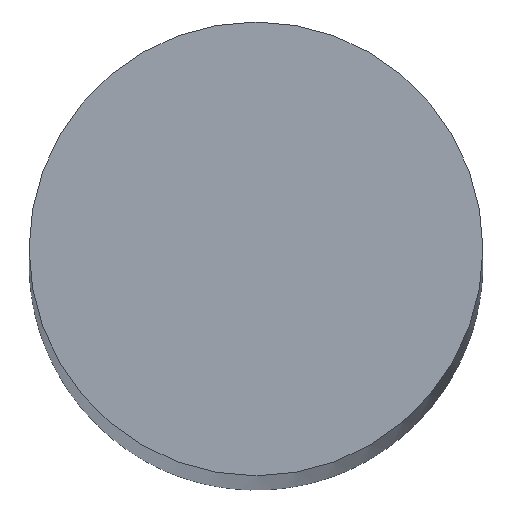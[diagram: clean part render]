
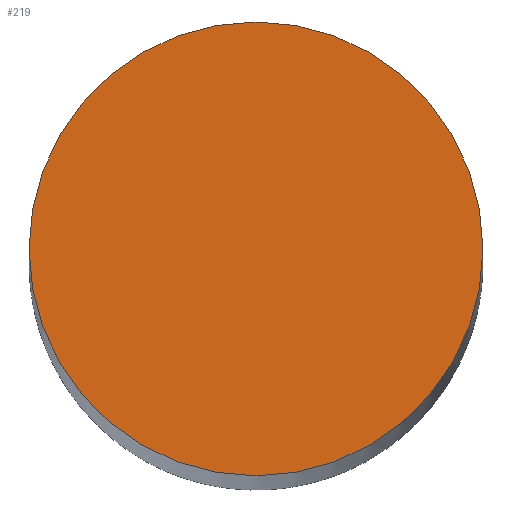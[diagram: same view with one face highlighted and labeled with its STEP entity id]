
A CAD part, top view. The second image highlights one B-rep face of the part: STEP entity #219.
In plain terms, the highlighted planar face has unit normal (0, 0, 1).
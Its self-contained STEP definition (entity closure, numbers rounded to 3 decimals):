
#177=FACE_OUTER_BOUND('',#352,.T.);
#219=ADVANCED_FACE('',(#177),#249,.T.);
#249=PLANE('',#744);
#352=EDGE_LOOP('',(#500));
#500=ORIENTED_EDGE('',*,*,#562,.T.);
#506=VERTEX_POINT('',#952);
#562=EDGE_CURVE('',#506,#506,#636,.T.);
#636=CIRCLE('',#691,30.);
#691=AXIS2_PLACEMENT_3D('',#951,#769,#770);
#744=AXIS2_PLACEMENT_3D('',#1108,#929,#930);
#769=DIRECTION('',(0.,0.,1.));
#770=DIRECTION('',(1.,0.,0.));
#929=DIRECTION('',(0.,0.,1.));
#930=DIRECTION('',(1.,0.,0.));
#951=CARTESIAN_POINT('',(0.,0.,40.));
#952=CARTESIAN_POINT('',(30.,0.,40.));
#1108=CARTESIAN_POINT('',(0.,0.,40.));
